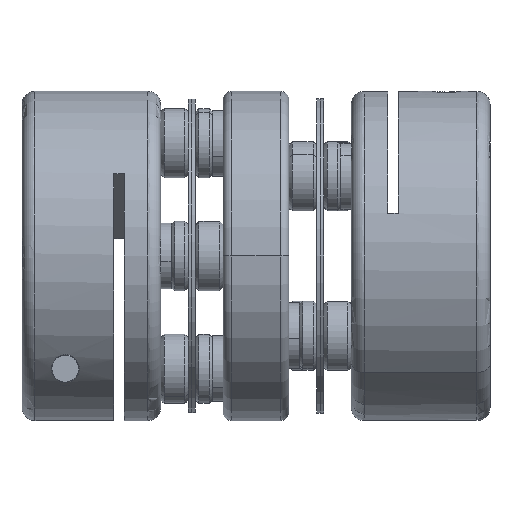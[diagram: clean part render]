
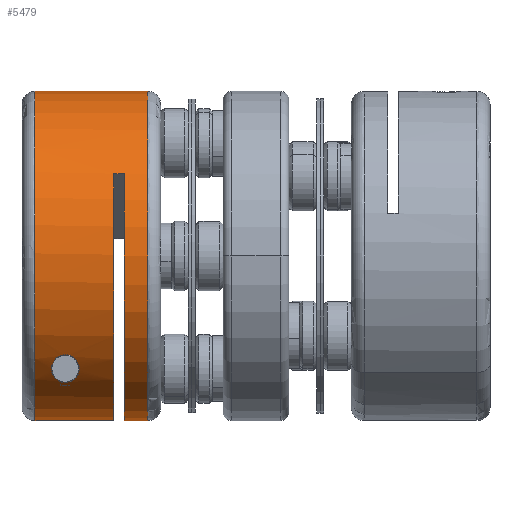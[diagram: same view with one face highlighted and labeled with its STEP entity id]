
A CAD part, left-side view. The second image highlights one B-rep face of the part: STEP entity #5479.
In plain terms, the highlighted cylindrical face has radius 9.5 mm (diameter 19 mm), a partial arc.
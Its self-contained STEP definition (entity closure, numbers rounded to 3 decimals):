
#356 = CARTESIAN_POINT ( 'NONE',  ( 0., 8.113, 0. ) ) ;
#388 = CARTESIAN_POINT ( 'NONE',  ( 0., 8.713, 0. ) ) ;
#405 = EDGE_LOOP ( 'NONE', ( #4115, #4266 ) ) ;
#438 = EDGE_CURVE ( 'NONE', #3929, #5202, #1367, .T. ) ;
#612 = CARTESIAN_POINT ( 'NONE',  ( 0., 6.763, -9.5 ) ) ;
#622 = VERTEX_POINT ( 'NONE', #6404 ) ;
#640 = VERTEX_POINT ( 'NONE', #2766 ) ;
#686 = CARTESIAN_POINT ( 'NONE',  ( -6.079, 11.513, -7.3 ) ) ;
#720 = CARTESIAN_POINT ( 'NONE',  ( -7.438, 12.064, -5.911 ) ) ;
#812 = CARTESIAN_POINT ( 'NONE',  ( -7.6, 11.388, -5.7 ) ) ;
#853 = CARTESIAN_POINT ( 'NONE',  ( -6.545, 10.787, -6.889 ) ) ;
#928 = CIRCLE ( 'NONE', #5260, 9.5 ) ;
#966 = VERTEX_POINT ( 'NONE', #9046 ) ;
#1239 = DIRECTION ( 'NONE',  ( 0., 0., 1. ) ) ;
#1269 = DIRECTION ( 'NONE',  ( 0., 0., 1. ) ) ;
#1325 = ORIENTED_EDGE ( 'NONE', *, *, #4530, .F. ) ;
#1367 = LINE ( 'NONE', #8214, #3730 ) ;
#1569 = CARTESIAN_POINT ( 'NONE',  ( -6.117, 11.761, -7.269 ) ) ;
#1586 = DIRECTION ( 'NONE',  ( 0., -1., 0. ) ) ;
#1605 = CARTESIAN_POINT ( 'NONE',  ( -7.577, 11.762, -5.731 ) ) ;
#1736 = CARTESIAN_POINT ( 'NONE',  ( -6.232, 11.062, -7.17 ) ) ;
#1771 = FACE_BOUND ( 'NONE', #405, .T. ) ;
#1847 = CARTESIAN_POINT ( 'NONE',  ( 0., 13.263, 9.5 ) ) ;
#2112 = LINE ( 'NONE', #3508, #6528 ) ;
#2471 = CARTESIAN_POINT ( 'NONE',  ( -6.306, 12.044, -7.106 ) ) ;
#2483 = CIRCLE ( 'NONE', #5550, 9.5 ) ;
#2508 = CARTESIAN_POINT ( 'NONE',  ( -7.6, 11.513, -5.7 ) ) ;
#2647 = CARTESIAN_POINT ( 'NONE',  ( -6.079, 11.385, -7.3 ) ) ;
#2766 = CARTESIAN_POINT ( 'NONE',  ( -6.079, 11.513, -7.3 ) ) ;
#3125 = CARTESIAN_POINT ( 'NONE',  ( 0., 14.013, -9.5 ) ) ;
#3142 = VERTEX_POINT ( 'NONE', #5513 ) ;
#3230 = DIRECTION ( 'NONE',  ( 0., 1., 0. ) ) ;
#3352 = CARTESIAN_POINT ( 'NONE',  ( -6.55, 12.221, -6.882 ) ) ;
#3482 = CARTESIAN_POINT ( 'NONE',  ( -7.495, 11.049, -5.837 ) ) ;
#3508 = CARTESIAN_POINT ( 'NONE',  ( -0.3, 14.013, -9.495 ) ) ;
#3730 = VECTOR ( 'NONE', #9922, 1000. ) ;
#3757 = B_SPLINE_CURVE_WITH_KNOTS ( 'NONE', 3,
 ( #6096, #812, #8774, #3482, #9692, #4357, #10592, #5254, #11503, #6136, #853, #7007, #1736, #7918, #2647, #8809 ),
 .UNSPECIFIED., .F., .F.,
 ( 4, 2, 2, 2, 2, 2, 2, 4 ),
 ( 0.003, 0.003, 0.004, 0.004, 0.004, 0.005, 0.006, 0.006 ),
 .UNSPECIFIED. ) ;
#3835 = VECTOR ( 'NONE', #9325, 1000. ) ;
#3874 = CARTESIAN_POINT ( 'NONE',  ( 0., 8.113, -9.5 ) ) ;
#3926 = ORIENTED_EDGE ( 'NONE', *, *, #10670, .F. ) ;
#3929 = VERTEX_POINT ( 'NONE', #1847 ) ;
#3984 = VERTEX_POINT ( 'NONE', #3874 ) ;
#4007 = AXIS2_PLACEMENT_3D ( 'NONE', #356, #6524, #1239 ) ;
#4113 = CARTESIAN_POINT ( 'NONE',  ( -8.227, 8.113, 4.75 ) ) ;
#4115 = ORIENTED_EDGE ( 'NONE', *, *, #7279, .T. ) ;
#4123 = FACE_OUTER_BOUND ( 'NONE', #4624, .T. ) ;
#4232 = CARTESIAN_POINT ( 'NONE',  ( -6.811, 12.308, -6.624 ) ) ;
#4266 = ORIENTED_EDGE ( 'NONE', *, *, #5334, .T. ) ;
#4357 = CARTESIAN_POINT ( 'NONE',  ( -7.304, 10.826, -6.075 ) ) ;
#4377 = CIRCLE ( 'NONE', #9651, 9.5 ) ;
#4530 = EDGE_CURVE ( 'NONE', #622, #6501, #8752, .T. ) ;
#4624 = EDGE_LOOP ( 'NONE', ( #9100, #8683, #7739, #7623, #1325, #3926, #4727, #8054 ) ) ;
#4637 = DIRECTION ( 'NONE',  ( 0., -1., 0. ) ) ;
#4727 = ORIENTED_EDGE ( 'NONE', *, *, #5939, .T. ) ;
#5129 = CARTESIAN_POINT ( 'NONE',  ( -7.068, 12.304, -6.349 ) ) ;
#5202 = VERTEX_POINT ( 'NONE', #7647 ) ;
#5211 = CARTESIAN_POINT ( 'NONE',  ( 0., 6.763, 0. ) ) ;
#5254 = CARTESIAN_POINT ( 'NONE',  ( -7.068, 10.721, -6.349 ) ) ;
#5260 = AXIS2_PLACEMENT_3D ( 'NONE', #5211, #11457, #6088 ) ;
#5266 = EDGE_CURVE ( 'NONE', #3929, #966, #2483, .T. ) ;
#5334 = EDGE_CURVE ( 'NONE', #3142, #640, #3757, .T. ) ;
#5479 = ADVANCED_FACE ( 'NONE', ( #4123, #1771 ), #8250, .T. ) ;
#5513 = CARTESIAN_POINT ( 'NONE',  ( -7.6, 11.513, -5.7 ) ) ;
#5550 = AXIS2_PLACEMENT_3D ( 'NONE', #6855, #1586, #7757 ) ;
#5895 = EDGE_CURVE ( 'NONE', #10380, #6501, #4377, .T. ) ;
#5939 = EDGE_CURVE ( 'NONE', #3984, #11303, #10918, .T. ) ;
#5973 = CARTESIAN_POINT ( 'NONE',  ( -6.079, 11.64, -7.3 ) ) ;
#6011 = CARTESIAN_POINT ( 'NONE',  ( -7.304, 12.199, -6.075 ) ) ;
#6062 = EDGE_CURVE ( 'NONE', #11303, #5202, #928, .T. ) ;
#6088 = DIRECTION ( 'NONE',  ( 0., 0., 1. ) ) ;
#6096 = CARTESIAN_POINT ( 'NONE',  ( -7.6, 11.513, -5.7 ) ) ;
#6136 = CARTESIAN_POINT ( 'NONE',  ( -6.725, 10.721, -6.715 ) ) ;
#6394 = VECTOR ( 'NONE', #3230, 1000. ) ;
#6404 = CARTESIAN_POINT ( 'NONE',  ( -8.227, 8.113, 4.75 ) ) ;
#6493 = B_SPLINE_CURVE_WITH_KNOTS ( 'NONE', 3,
 ( #686, #5973, #1569, #7742, #2471, #8634, #3352, #9559, #4232, #10466, #5129, #11369, #6011, #720, #6884, #1605, #7787, #2508 ),
 .UNSPECIFIED., .F., .F.,
 ( 4, 2, 2, 2, 2, 2, 2, 2, 4 ),
 ( 0., 0., 0.001, 0.001, 0.002, 0.002, 0.002, 0.003, 0.003 ),
 .UNSPECIFIED. ) ;
#6501 = VERTEX_POINT ( 'NONE', #6626 ) ;
#6524 = DIRECTION ( 'NONE',  ( 0., 1., 0. ) ) ;
#6528 = VECTOR ( 'NONE', #8839, 1000. ) ;
#6554 = DIRECTION ( 'NONE',  ( 0., 1., 0. ) ) ;
#6626 = CARTESIAN_POINT ( 'NONE',  ( -8.227, 8.713, 4.75 ) ) ;
#6793 = EDGE_CURVE ( 'NONE', #10380, #966, #2112, .T. ) ;
#6855 = CARTESIAN_POINT ( 'NONE',  ( 0., 13.263, 0. ) ) ;
#6884 = CARTESIAN_POINT ( 'NONE',  ( -7.495, 11.977, -5.837 ) ) ;
#7007 = CARTESIAN_POINT ( 'NONE',  ( -6.307, 10.981, -7.105 ) ) ;
#7279 = EDGE_CURVE ( 'NONE', #640, #3142, #6493, .T. ) ;
#7288 = CARTESIAN_POINT ( 'NONE',  ( 0., 14.013, 0. ) ) ;
#7623 = ORIENTED_EDGE ( 'NONE', *, *, #5895, .T. ) ;
#7647 = CARTESIAN_POINT ( 'NONE',  ( 0., 6.763, 9.5 ) ) ;
#7739 = ORIENTED_EDGE ( 'NONE', *, *, #6793, .F. ) ;
#7742 = CARTESIAN_POINT ( 'NONE',  ( -6.232, 11.963, -7.17 ) ) ;
#7757 = DIRECTION ( 'NONE',  ( 0., 0., 1. ) ) ;
#7787 = CARTESIAN_POINT ( 'NONE',  ( -7.6, 11.638, -5.7 ) ) ;
#7849 = CARTESIAN_POINT ( 'NONE',  ( -0.3, 8.713, -9.495 ) ) ;
#7918 = CARTESIAN_POINT ( 'NONE',  ( -6.118, 11.263, -7.268 ) ) ;
#8054 = ORIENTED_EDGE ( 'NONE', *, *, #6062, .T. ) ;
#8172 = DIRECTION ( 'NONE',  ( 0., 0., -1. ) ) ;
#8214 = CARTESIAN_POINT ( 'NONE',  ( 0., 14.013, 9.5 ) ) ;
#8250 = CYLINDRICAL_SURFACE ( 'NONE', #10098, 9.5 ) ;
#8528 = CIRCLE ( 'NONE', #4007, 9.5 ) ;
#8634 = CARTESIAN_POINT ( 'NONE',  ( -6.466, 12.174, -6.961 ) ) ;
#8683 = ORIENTED_EDGE ( 'NONE', *, *, #5266, .T. ) ;
#8752 = LINE ( 'NONE', #4113, #6394 ) ;
#8774 = CARTESIAN_POINT ( 'NONE',  ( -7.577, 11.262, -5.731 ) ) ;
#8809 = CARTESIAN_POINT ( 'NONE',  ( -6.079, 11.513, -7.3 ) ) ;
#8839 = DIRECTION ( 'NONE',  ( 0., 1., 0. ) ) ;
#9046 = CARTESIAN_POINT ( 'NONE',  ( -0.3, 13.263, -9.495 ) ) ;
#9100 = ORIENTED_EDGE ( 'NONE', *, *, #438, .F. ) ;
#9325 = DIRECTION ( 'NONE',  ( 0., -1., 0. ) ) ;
#9559 = CARTESIAN_POINT ( 'NONE',  ( -6.723, 12.289, -6.713 ) ) ;
#9651 = AXIS2_PLACEMENT_3D ( 'NONE', #388, #6554, #1269 ) ;
#9692 = CARTESIAN_POINT ( 'NONE',  ( -7.438, 10.961, -5.911 ) ) ;
#9922 = DIRECTION ( 'NONE',  ( 0., -1., 0. ) ) ;
#10098 = AXIS2_PLACEMENT_3D ( 'NONE', #7288, #4637, #8172 ) ;
#10380 = VERTEX_POINT ( 'NONE', #7849 ) ;
#10466 = CARTESIAN_POINT ( 'NONE',  ( -6.983, 12.316, -6.443 ) ) ;
#10592 = CARTESIAN_POINT ( 'NONE',  ( -7.228, 10.779, -6.166 ) ) ;
#10670 = EDGE_CURVE ( 'NONE', #3984, #622, #8528, .T. ) ;
#10918 = LINE ( 'NONE', #3125, #3835 ) ;
#11303 = VERTEX_POINT ( 'NONE', #612 ) ;
#11369 = CARTESIAN_POINT ( 'NONE',  ( -7.228, 12.246, -6.166 ) ) ;
#11457 = DIRECTION ( 'NONE',  ( 0., 1., 0. ) ) ;
#11503 = CARTESIAN_POINT ( 'NONE',  ( -6.983, 10.709, -6.442 ) ) ;
